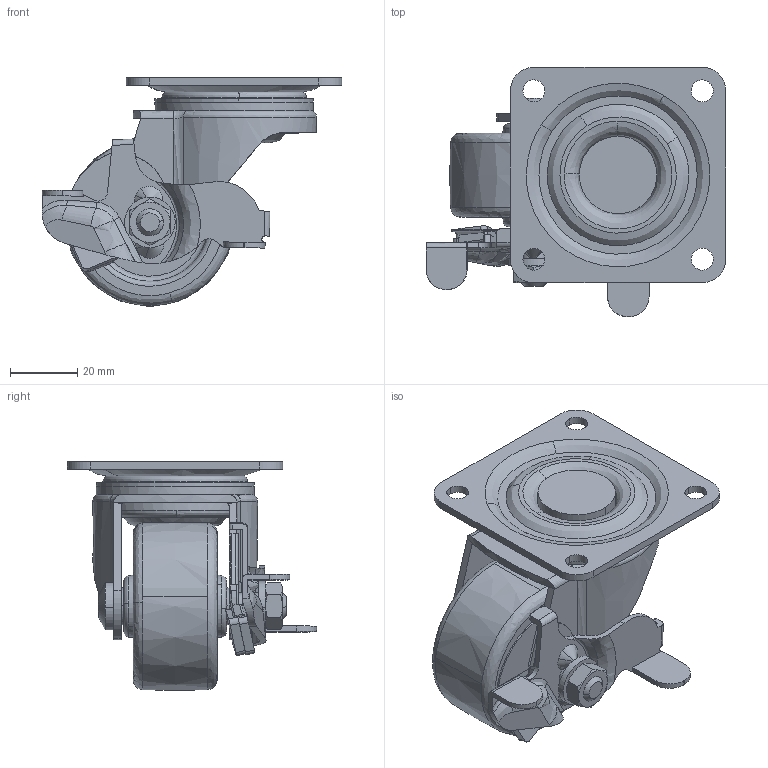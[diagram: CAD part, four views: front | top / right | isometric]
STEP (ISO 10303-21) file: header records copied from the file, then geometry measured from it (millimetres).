
FILE_DESCRIPTION((''),'2;1');
FILE_NAME('','2005-12-16T11:57:44',(''),(''),'','CADfix','');
FILE_SCHEMA(('AUTOMOTIVE_DESIGN'));
Length unit declared in the file: millimetre
Products named in the file (8): wheel; plate; mounting plate; main shaft; lever; body; axle; No_104JH_PS_20548_36
Assembly tree (7 placements, depth 2):
  No_104JH_PS_20548_36
    wheel
    plate
    mounting plate
    main shaft
    lever
    body
    axle
Bounding box: 88.99 x 74 x 68 mm (x, y, z)
Volume: 85944.1 mm3; surface area: 40955 mm2
Topology: 7 solids, 7 shells, 367 faces, 1106 edges, 768 vertices
Faces by surface type: bspline 367
Entity records: 15236 total; most frequent: CARTESIAN_POINT 9161, ORIENTED_EDGE 2200, EDGE_CURVE 1100, VERTEX_POINT 768, EDGE_LOOP 410, FACE_OUTER_BOUND 367, ADVANCED_FACE 367, QUASI_UNIFORM_CURVE 349
